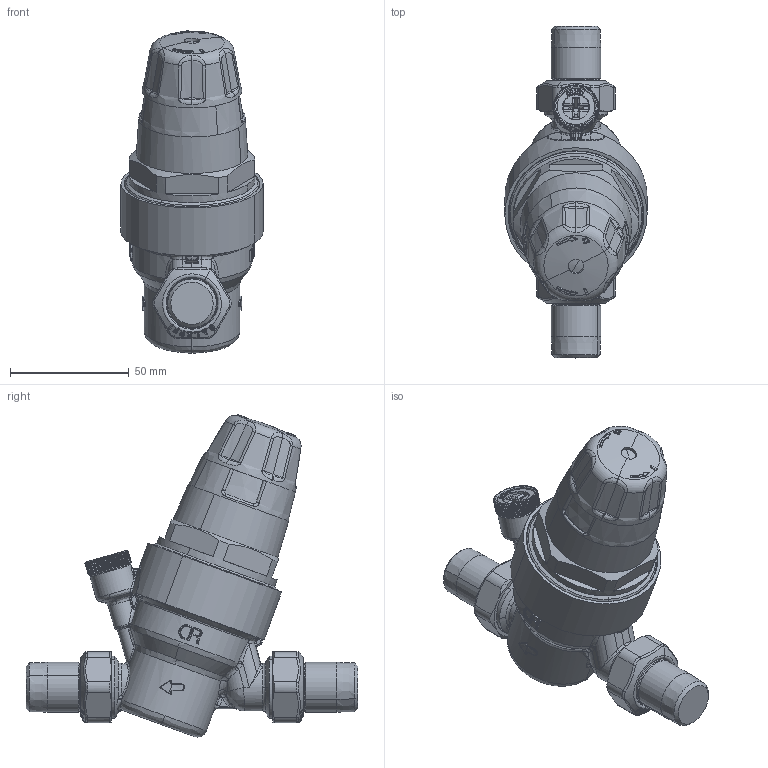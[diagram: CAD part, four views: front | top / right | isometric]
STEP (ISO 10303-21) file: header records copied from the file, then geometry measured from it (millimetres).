
FILE_DESCRIPTION(('CATIA V5 STEP Exchange'),'2;1');
FILE_NAME('STEP_535040H_-_TST.stp','2018-08-29T08:21:23+00:00',('none'),('none'),'CATIA Version 5-6 Release 2016 SP4','CATIA V5 STEP AP203','none');
FILE_SCHEMA(('CONFIG_CONTROL_DESIGN'));
Length unit declared in the file: millimetre
Products named in the file (1): 535040H - TST
Bounding box: 59.99 x 140 x 135.88 mm (x, y, z)
Volume: 280496.7 mm3; surface area: 44388.7 mm2
Topology: 1 solids, 1 shells, 2248 faces, 5617 edges, 3269 vertices
Faces by surface type: bspline 1103, plane 488, cylinder 341, sphere 130, cone 99, torus 65, extrusion 12, revolution 10
Entity records: 115793 total; most frequent: CARTESIAN_POINT 75304, ORIENTED_EDGE 10962, EDGE_CURVE 5481, DIRECTION 3800, VERTEX_POINT 3269, B_SPLINE_CURVE_WITH_KNOTS 3193, EDGE_LOOP 2286, ADVANCED_FACE 2248
